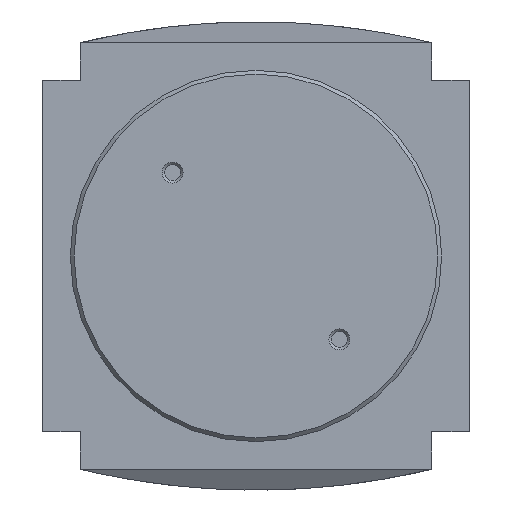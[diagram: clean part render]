
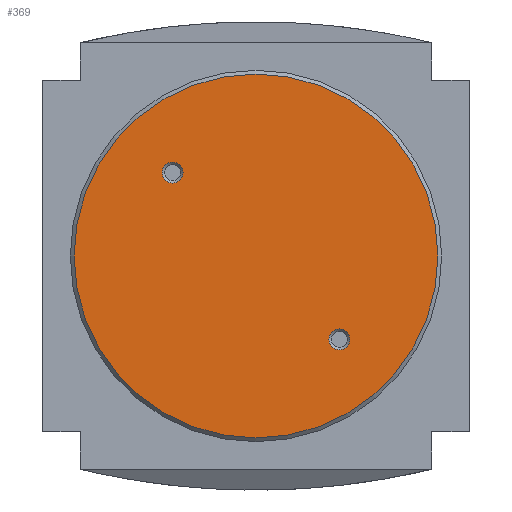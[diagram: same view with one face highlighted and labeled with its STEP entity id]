
A CAD part, front view. The second image highlights one B-rep face of the part: STEP entity #369.
In plain terms, the highlighted planar face has unit normal (0, -1, 0).
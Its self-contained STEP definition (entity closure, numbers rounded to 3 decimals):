
#369 = ADVANCED_FACE( '', ( #869, #870, #871 ), #872, .F. );
#869 = FACE_BOUND( '', #1512, .T. );
#870 = FACE_BOUND( '', #1513, .T. );
#871 = FACE_OUTER_BOUND( '', #1514, .T. );
#872 = PLANE( '', #1515 );
#1512 = EDGE_LOOP( '', ( #2584 ) );
#1513 = EDGE_LOOP( '', ( #2585 ) );
#1514 = EDGE_LOOP( '', ( #2586 ) );
#1515 = AXIS2_PLACEMENT_3D( '', #2587, #2588, #2589 );
#2584 = ORIENTED_EDGE( '', *, *, #4074, .F. );
#2585 = ORIENTED_EDGE( '', *, *, #4075, .F. );
#2586 = ORIENTED_EDGE( '', *, *, #3995, .T. );
#2587 = CARTESIAN_POINT( '', ( 36.25, -54., 0. ) );
#2588 = DIRECTION( '', ( 0., 1., 0. ) );
#2589 = DIRECTION( '', ( 0., 0., 1. ) );
#3995 = EDGE_CURVE( '', #4892, #4892, #4893, .T. );
#4074 = EDGE_CURVE( '', #5013, #5013, #5014, .T. );
#4075 = EDGE_CURVE( '', #5015, #5015, #5016, .T. );
#4892 = VERTEX_POINT( '', #6115 );
#4893 = CIRCLE( '', #6116, 36.25 );
#5013 = VERTEX_POINT( '', #6285 );
#5014 = CIRCLE( '', #6286, 2.1 );
#5015 = VERTEX_POINT( '', #6287 );
#5016 = CIRCLE( '', #6288, 2.1 );
#6115 = CARTESIAN_POINT( '', ( 0., -54., -36.25 ) );
#6116 = AXIS2_PLACEMENT_3D( '', #7160, #7161, #7162 );
#6285 = CARTESIAN_POINT( '', ( 16.617, -54., -18.717 ) );
#6286 = AXIS2_PLACEMENT_3D( '', #7248, #7249, #7250 );
#6287 = CARTESIAN_POINT( '', ( -16.617, -54., 14.517 ) );
#6288 = AXIS2_PLACEMENT_3D( '', #7251, #7252, #7253 );
#7160 = CARTESIAN_POINT( '', ( 0., -54., 0. ) );
#7161 = DIRECTION( '', ( 0., -1., 0. ) );
#7162 = DIRECTION( '', ( 0., 0., -1. ) );
#7248 = CARTESIAN_POINT( '', ( 16.617, -54., -16.617 ) );
#7249 = DIRECTION( '', ( 0., -1., 0. ) );
#7250 = DIRECTION( '', ( 0., 0., -1. ) );
#7251 = CARTESIAN_POINT( '', ( -16.617, -54., 16.617 ) );
#7252 = DIRECTION( '', ( 0., -1., 0. ) );
#7253 = DIRECTION( '', ( 0., 0., -1. ) );
